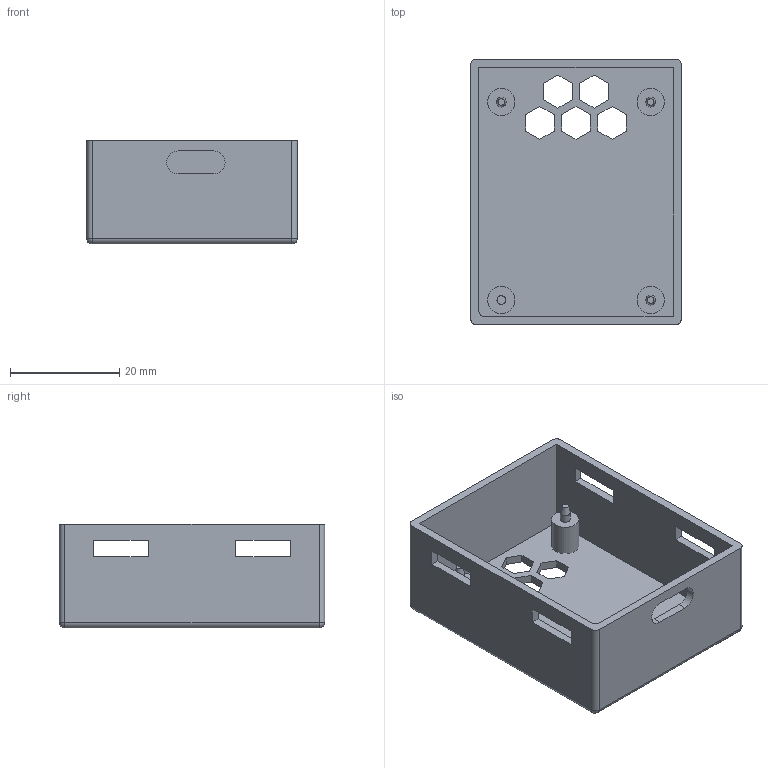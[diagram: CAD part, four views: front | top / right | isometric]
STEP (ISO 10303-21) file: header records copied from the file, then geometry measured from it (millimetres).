
FILE_DESCRIPTION(('FreeCAD Model'),'2;1');
FILE_NAME('Open CASCADE Shape Model','2025-01-23T17:26:46',('Author'),( ''),'Open CASCADE STEP processor 7.8','FreeCAD','Unknown');
FILE_SCHEMA(('AUTOMOTIVE_DESIGN { 1 0 10303 214 1 1 1 1 }'));
Length unit declared in the file: millimetre
Products named in the file (4): Presence; Cut001; Chamfer; Fillet
Assembly tree (3 placements, depth 2):
  Presence
    Cut001
    Chamfer
    Fillet
Bounding box: 38.5 x 48.5 x 19 mm (x, y, z)
Volume: 7225.2 mm3; surface area: 10150.7 mm2
Topology: 8 solids, 8 shells, 100 faces, 235 edges, 149 vertices
Faces by surface type: plane 74, cylinder 19, sphere 4, cone 3
Full cylindrical faces by diameter (mm): 1.6 x1, 1.8 x3, 5 x4
Entity records: 2965 total; most frequent: CARTESIAN_POINT 484, DIRECTION 480, ORIENTED_EDGE 462, EDGE_CURVE 231, LINE 190, VECTOR 190, VERTEX_POINT 149, AXIS2_PLACEMENT_3D 145
